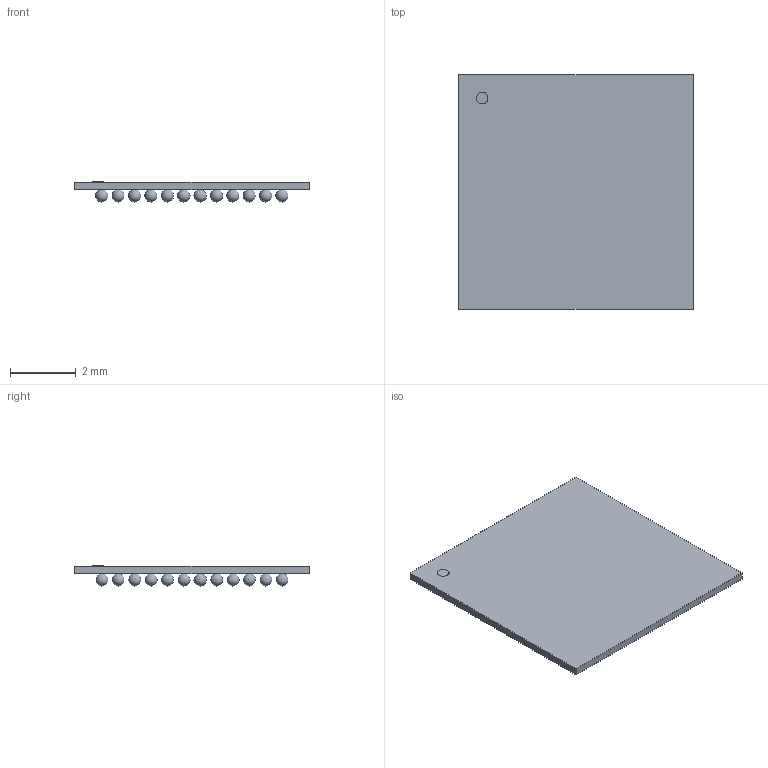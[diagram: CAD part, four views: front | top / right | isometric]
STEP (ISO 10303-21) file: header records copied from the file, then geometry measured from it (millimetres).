
FILE_DESCRIPTION(('STEP AP214'),'1');
FILE_NAME('UFBGA132-7x7mm','2021-11-09T17:56:28',(''),(''),'','','');
FILE_SCHEMA(('AUTOMOTIVE_DESIGN'));
Length unit declared in the file: millimetre
Products named in the file (1): product
Bounding box: 7.16 x 7.16 x 0.61 mm (x, y, z)
Volume: 15.6 mm3; surface area: 169.6 mm2
Topology: 134 solids, 134 shells, 141 faces, 411 edges, 274 vertices
Faces by surface type: sphere 132, plane 8, cylinder 1
Full cylindrical faces by diameter (mm): 0.358 x1
Entity records: 1444 total; most frequent: DIRECTION 302, CARTESIAN_POINT 155, AXIS2_PLACEMENT_3D 145, STYLED_ITEM 141, ADVANCED_FACE 141, MANIFOLD_SOLID_BREP 134, CLOSED_SHELL 134, SPHERICAL_SURFACE 132
